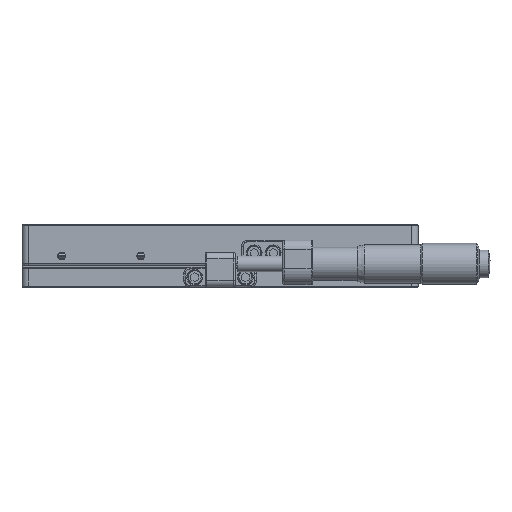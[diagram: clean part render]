
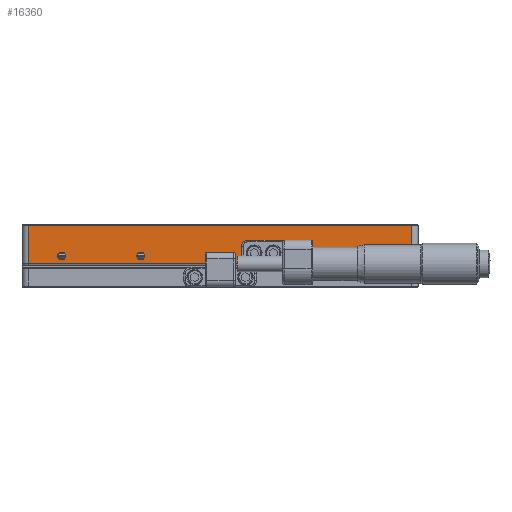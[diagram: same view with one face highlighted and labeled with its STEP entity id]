
A CAD part, left-side view. The second image highlights one B-rep face of the part: STEP entity #16360.
In plain terms, the highlighted planar face has unit normal (-1, 0, 0).
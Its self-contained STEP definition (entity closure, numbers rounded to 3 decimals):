
#35 = VERTEX_POINT ( 'NONE', #2471 ) ;
#77 = EDGE_LOOP ( 'NONE', ( #13653, #27771, #27681, #17415 ) ) ;
#156 = DIRECTION ( 'NONE',  ( -1., 0., 0. ) ) ;
#651 = EDGE_CURVE ( 'NONE', #4779, #30907, #21900, .T. ) ;
#749 = CIRCLE ( 'NONE', #25644, 1.25 ) ;
#1007 = DIRECTION ( 'NONE',  ( -1., 0., 0. ) ) ;
#1814 = PLANE ( 'NONE',  #29074 ) ;
#1954 = EDGE_LOOP ( 'NONE', ( #6426 ) ) ;
#2085 = CARTESIAN_POINT ( 'NONE',  ( -62.5, -16.75, 11. ) ) ;
#2471 = CARTESIAN_POINT ( 'NONE',  ( -62.5, -10.75, 12.25 ) ) ;
#2594 = CARTESIAN_POINT ( 'NONE',  ( -62.5, 62.5, 19.5 ) ) ;
#2656 = EDGE_LOOP ( 'NONE', ( #3329 ) ) ;
#2761 = ORIENTED_EDGE ( 'NONE', *, *, #17486, .F. ) ;
#2836 = CIRCLE ( 'NONE', #10069, 1.25 ) ;
#3029 = CARTESIAN_POINT ( 'NONE',  ( -62.5, 25., 11.25 ) ) ;
#3208 = EDGE_CURVE ( 'NONE', #31110, #31110, #29347, .T. ) ;
#3290 = EDGE_LOOP ( 'NONE', ( #27831 ) ) ;
#3329 = ORIENTED_EDGE ( 'NONE', *, *, #5044, .F. ) ;
#3425 = CARTESIAN_POINT ( 'NONE',  ( -62.5, -60.5, 7.5 ) ) ;
#3480 = CIRCLE ( 'NONE', #9703, 1.25 ) ;
#4389 = DIRECTION ( 'NONE',  ( 0., 0., -1. ) ) ;
#4732 = EDGE_CURVE ( 'NONE', #9432, #9432, #2836, .T. ) ;
#4779 = VERTEX_POINT ( 'NONE', #3425 ) ;
#4909 = ORIENTED_EDGE ( 'NONE', *, *, #28075, .F. ) ;
#5044 = EDGE_CURVE ( 'NONE', #35, #35, #749, .T. ) ;
#5549 = CARTESIAN_POINT ( 'NONE',  ( -62.5, -60.5, 7. ) ) ;
#5892 = EDGE_CURVE ( 'NONE', #6021, #4779, #33013, .T. ) ;
#6021 = VERTEX_POINT ( 'NONE', #15579 ) ;
#6029 = CARTESIAN_POINT ( 'NONE',  ( -62.5, 0., 10. ) ) ;
#6426 = ORIENTED_EDGE ( 'NONE', *, *, #19852, .F. ) ;
#7164 = DIRECTION ( 'NONE',  ( -1., 0., 0. ) ) ;
#7470 = CIRCLE ( 'NONE', #12308, 1.25 ) ;
#7607 = LINE ( 'NONE', #2594, #8034 ) ;
#7972 = ORIENTED_EDGE ( 'NONE', *, *, #4732, .F. ) ;
#8034 = VECTOR ( 'NONE', #31409, 1000. ) ;
#8137 = VECTOR ( 'NONE', #4389, 1000. ) ;
#8414 = CARTESIAN_POINT ( 'NONE',  ( -62.5, -16.75, 12.25 ) ) ;
#8906 = CARTESIAN_POINT ( 'NONE',  ( -62.5, 50., 10. ) ) ;
#9432 = VERTEX_POINT ( 'NONE', #18505 ) ;
#9580 = CARTESIAN_POINT ( 'NONE',  ( -62.5, -10.75, 11. ) ) ;
#9703 = AXIS2_PLACEMENT_3D ( 'NONE', #31065, #15192, #33559 ) ;
#9784 = LINE ( 'NONE', #14797, #8137 ) ;
#10069 = AXIS2_PLACEMENT_3D ( 'NONE', #6029, #13829, #26854 ) ;
#10321 = EDGE_LOOP ( 'NONE', ( #4909 ) ) ;
#10376 = CIRCLE ( 'NONE', #26879, 1.25 ) ;
#10552 = CARTESIAN_POINT ( 'NONE',  ( -62.5, 60.5, 19.5 ) ) ;
#10630 = VERTEX_POINT ( 'NONE', #3029 ) ;
#10708 = FACE_BOUND ( 'NONE', #1954, .T. ) ;
#11821 = VERTEX_POINT ( 'NONE', #25275 ) ;
#12154 = CARTESIAN_POINT ( 'NONE',  ( -62.5, -60.5, 19.5 ) ) ;
#12308 = AXIS2_PLACEMENT_3D ( 'NONE', #28825, #156, #31009 ) ;
#12314 = DIRECTION ( 'NONE',  ( 0., 0., 1. ) ) ;
#12482 = CARTESIAN_POINT ( 'NONE',  ( -62.5, -60.5, 7.5 ) ) ;
#13407 = VECTOR ( 'NONE', #30315, 1000. ) ;
#13653 = ORIENTED_EDGE ( 'NONE', *, *, #16990, .T. ) ;
#13829 = DIRECTION ( 'NONE',  ( -1., 0., 0. ) ) ;
#14797 = CARTESIAN_POINT ( 'NONE',  ( -62.5, 60.5, 7. ) ) ;
#14875 = CARTESIAN_POINT ( 'NONE',  ( -62.5, 25., 10. ) ) ;
#15192 = DIRECTION ( 'NONE',  ( -1., 0., 0. ) ) ;
#15579 = CARTESIAN_POINT ( 'NONE',  ( -62.5, 60.5, 7.5 ) ) ;
#15615 = FACE_OUTER_BOUND ( 'NONE', #77, .T. ) ;
#15737 = EDGE_CURVE ( 'NONE', #20474, #20474, #10376, .T. ) ;
#15828 = EDGE_LOOP ( 'NONE', ( #7972 ) ) ;
#15920 = EDGE_LOOP ( 'NONE', ( #18824 ) ) ;
#16360 = ADVANCED_FACE ( 'NONE', ( #23378, #17263, #10708, #25434, #23776, #22553, #22133, #15615 ), #1814, .F. ) ;
#16531 = CARTESIAN_POINT ( 'NONE',  ( -62.5, -50., 11.25 ) ) ;
#16990 = EDGE_CURVE ( 'NONE', #21590, #6021, #9784, .T. ) ;
#17263 = FACE_BOUND ( 'NONE', #27504, .T. ) ;
#17415 = ORIENTED_EDGE ( 'NONE', *, *, #24094, .T. ) ;
#17486 = EDGE_CURVE ( 'NONE', #10630, #10630, #26505, .T. ) ;
#17495 = DIRECTION ( 'NONE',  ( 0., -1., 0. ) ) ;
#18505 = CARTESIAN_POINT ( 'NONE',  ( -62.5, 0., 11.25 ) ) ;
#18736 = DIRECTION ( 'NONE',  ( 0., 0., 1. ) ) ;
#18824 = ORIENTED_EDGE ( 'NONE', *, *, #15737, .F. ) ;
#19852 = EDGE_CURVE ( 'NONE', #20056, #20056, #3480, .T. ) ;
#19950 = DIRECTION ( 'NONE',  ( -1., 0., 0. ) ) ;
#20056 = VERTEX_POINT ( 'NONE', #16531 ) ;
#20474 = VERTEX_POINT ( 'NONE', #8414 ) ;
#21590 = VERTEX_POINT ( 'NONE', #10552 ) ;
#21900 = LINE ( 'NONE', #5549, #22301 ) ;
#22030 = DIRECTION ( 'NONE',  ( 0., 0., 1. ) ) ;
#22133 = FACE_BOUND ( 'NONE', #2656, .T. ) ;
#22301 = VECTOR ( 'NONE', #18736, 1000. ) ;
#22537 = DIRECTION ( 'NONE',  ( 0., 0., 1. ) ) ;
#22553 = FACE_BOUND ( 'NONE', #15920, .T. ) ;
#22775 = DIRECTION ( 'NONE',  ( 0., 0., 1. ) ) ;
#23378 = FACE_BOUND ( 'NONE', #3290, .T. ) ;
#23776 = FACE_BOUND ( 'NONE', #15828, .T. ) ;
#24094 = EDGE_CURVE ( 'NONE', #30907, #21590, #7607, .T. ) ;
#25275 = CARTESIAN_POINT ( 'NONE',  ( -62.5, -25., 11.25 ) ) ;
#25434 = FACE_BOUND ( 'NONE', #10321, .T. ) ;
#25644 = AXIS2_PLACEMENT_3D ( 'NONE', #9580, #7164, #12314 ) ;
#26150 = CARTESIAN_POINT ( 'NONE',  ( -62.5, 50., 11.25 ) ) ;
#26505 = CIRCLE ( 'NONE', #33269, 1.25 ) ;
#26854 = DIRECTION ( 'NONE',  ( 0., 0., 1. ) ) ;
#26879 = AXIS2_PLACEMENT_3D ( 'NONE', #2085, #19950, #22775 ) ;
#27085 = AXIS2_PLACEMENT_3D ( 'NONE', #8906, #1007, #22030 ) ;
#27504 = EDGE_LOOP ( 'NONE', ( #2761 ) ) ;
#27681 = ORIENTED_EDGE ( 'NONE', *, *, #651, .T. ) ;
#27771 = ORIENTED_EDGE ( 'NONE', *, *, #5892, .T. ) ;
#27831 = ORIENTED_EDGE ( 'NONE', *, *, #3208, .F. ) ;
#27864 = DIRECTION ( 'NONE',  ( 1., 0., 0. ) ) ;
#28075 = EDGE_CURVE ( 'NONE', #11821, #11821, #7470, .T. ) ;
#28330 = CARTESIAN_POINT ( 'NONE',  ( -62.5, 62.5, 7. ) ) ;
#28825 = CARTESIAN_POINT ( 'NONE',  ( -62.5, -25., 10. ) ) ;
#29074 = AXIS2_PLACEMENT_3D ( 'NONE', #28330, #27864, #17495 ) ;
#29347 = CIRCLE ( 'NONE', #27085, 1.25 ) ;
#30315 = DIRECTION ( 'NONE',  ( 0., -1., 0. ) ) ;
#30646 = DIRECTION ( 'NONE',  ( -1., 0., 0. ) ) ;
#30907 = VERTEX_POINT ( 'NONE', #12154 ) ;
#31009 = DIRECTION ( 'NONE',  ( 0., 0., 1. ) ) ;
#31065 = CARTESIAN_POINT ( 'NONE',  ( -62.5, -50., 10. ) ) ;
#31110 = VERTEX_POINT ( 'NONE', #26150 ) ;
#31409 = DIRECTION ( 'NONE',  ( 0., 1., 0. ) ) ;
#33013 = LINE ( 'NONE', #12482, #13407 ) ;
#33269 = AXIS2_PLACEMENT_3D ( 'NONE', #14875, #30646, #22537 ) ;
#33559 = DIRECTION ( 'NONE',  ( 0., 0., 1. ) ) ;
